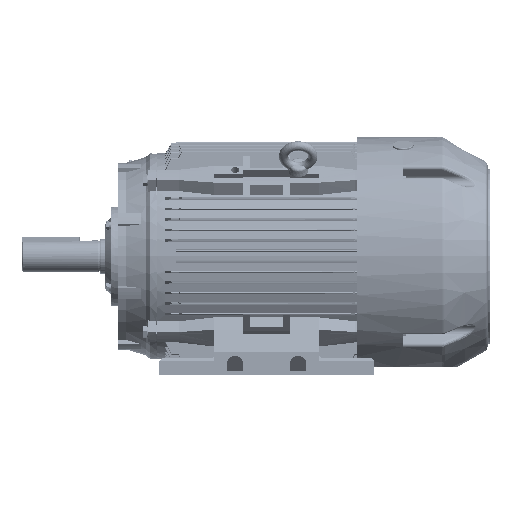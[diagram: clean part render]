
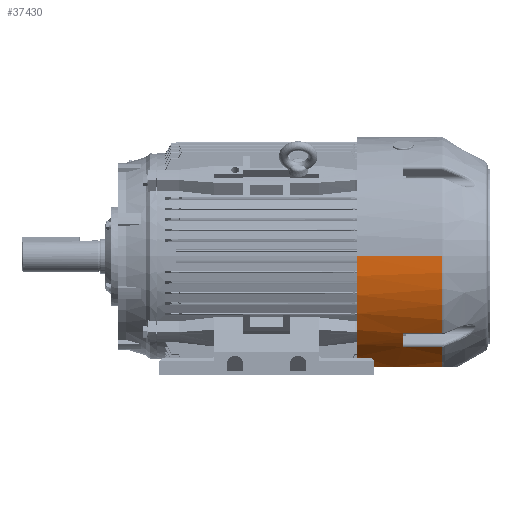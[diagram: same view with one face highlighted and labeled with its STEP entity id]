
A CAD part, front view. The second image highlights one B-rep face of the part: STEP entity #37430.
In plain terms, the highlighted cylindrical face has radius 204 mm (diameter 408 mm), a partial arc.
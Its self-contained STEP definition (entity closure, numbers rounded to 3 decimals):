
#37239 = VERTEX_POINT ( 'NONE', #117643 ) ;
#37377 = VERTEX_POINT ( 'NONE', #117916 ) ;
#37379 = ORIENTED_EDGE ( 'NONE', *, *, #37386, .F. ) ;
#37386 = EDGE_CURVE ( 'NONE', #37388, #37377, #117908, .T. ) ;
#37388 = VERTEX_POINT ( 'NONE', #117960 ) ;
#37430 = ADVANCED_FACE ( 'NONE', ( #117969 ), #117968, .T. ) ;
#37433 = EDGE_LOOP ( 'NONE', ( #37439, #37498, #37501, #37515, #37523, #37379, #37594, #37599, #37602, #37466 ) ) ;
#37439 = ORIENTED_EDGE ( 'NONE', *, *, #37494, .T. ) ;
#37445 = EDGE_CURVE ( 'NONE', #37451, #37239, #118018, .T. ) ;
#37451 = VERTEX_POINT ( 'NONE', #118006 ) ;
#37454 = EDGE_CURVE ( 'NONE', #38293, #37455, #118004, .T. ) ;
#37455 = VERTEX_POINT ( 'NONE', #117999 ) ;
#37466 = ORIENTED_EDGE ( 'NONE', *, *, #37468, .T. ) ;
#37468 = EDGE_CURVE ( 'NONE', #37455, #37495, #118048, .T. ) ;
#37494 = EDGE_CURVE ( 'NONE', #37495, #37451, #118073, .T. ) ;
#37495 = VERTEX_POINT ( 'NONE', #118068 ) ;
#37498 = ORIENTED_EDGE ( 'NONE', *, *, #37445, .T. ) ;
#37501 = ORIENTED_EDGE ( 'NONE', *, *, #37504, .F. ) ;
#37504 = EDGE_CURVE ( 'NONE', #37507, #37239, #118062, .T. ) ;
#37507 = VERTEX_POINT ( 'NONE', #118057 ) ;
#37515 = ORIENTED_EDGE ( 'NONE', *, *, #37516, .T. ) ;
#37516 = EDGE_CURVE ( 'NONE', #37507, #37518, #118102, .T. ) ;
#37518 = VERTEX_POINT ( 'NONE', #118101 ) ;
#37523 = ORIENTED_EDGE ( 'NONE', *, *, #37528, .F. ) ;
#37528 = EDGE_CURVE ( 'NONE', #37377, #37518, #118133, .T. ) ;
#37594 = ORIENTED_EDGE ( 'NONE', *, *, #37597, .T. ) ;
#37597 = EDGE_CURVE ( 'NONE', #37388, #38277, #118215, .T. ) ;
#37599 = ORIENTED_EDGE ( 'NONE', *, *, #38301, .T. ) ;
#37602 = ORIENTED_EDGE ( 'NONE', *, *, #37454, .T. ) ;
#38277 = VERTEX_POINT ( 'NONE', #119098 ) ;
#38293 = VERTEX_POINT ( 'NONE', #119139 ) ;
#38301 = EDGE_CURVE ( 'NONE', #38277, #38293, #119138, .T. ) ;
#117643 = CARTESIAN_POINT ( 'NONE',  ( 0., 0., 204. ) ) ;
#117907 = CARTESIAN_POINT ( 'NONE',  ( 227., -190., 74.27 ) ) ;
#117908 = LINE ( 'NONE', #117907, #117962 ) ;
#117916 = CARTESIAN_POINT ( 'NONE',  ( 65., -190., 74.27 ) ) ;
#117960 = CARTESIAN_POINT ( 'NONE',  ( 144.11, -190., 74.27 ) ) ;
#117961 = DIRECTION ( 'NONE',  ( -1., 0., 0. ) ) ;
#117962 = VECTOR ( 'NONE', #117961, 1000. ) ;
#117963 = DIRECTION ( 'NONE',  ( 0., 0., 1. ) ) ;
#117964 = DIRECTION ( 'NONE',  ( -1., 0., 0. ) ) ;
#117965 = CARTESIAN_POINT ( 'NONE',  ( 0., 0., 0. ) ) ;
#117966 = AXIS2_PLACEMENT_3D ( 'NONE', #117965, #117964, #117963 ) ;
#117968 = CYLINDRICAL_SURFACE ( 'NONE', #117966, 204. ) ;
#117969 = FACE_OUTER_BOUND ( 'NONE', #37433, .T. ) ;
#117999 = CARTESIAN_POINT ( 'NONE',  ( 78., -132.185, 155.381 ) ) ;
#118000 = DIRECTION ( 'NONE',  ( 0., 0., 1. ) ) ;
#118001 = DIRECTION ( 'NONE',  ( -1., 0., 0. ) ) ;
#118002 = CARTESIAN_POINT ( 'NONE',  ( 78., 0., 0. ) ) ;
#118003 = AXIS2_PLACEMENT_3D ( 'NONE', #118002, #118001, #118000 ) ;
#118004 = CIRCLE ( 'NONE', #118003, 204. ) ;
#118006 = CARTESIAN_POINT ( 'NONE',  ( 144.11, 0., 204. ) ) ;
#118011 = DIRECTION ( 'NONE',  ( -1., 0., 0. ) ) ;
#118012 = VECTOR ( 'NONE', #118011, 1000. ) ;
#118013 = CARTESIAN_POINT ( 'NONE',  ( 0., 0., 204. ) ) ;
#118018 = LINE ( 'NONE', #118013, #118012 ) ;
#118045 = DIRECTION ( 'NONE',  ( 1., 0., 0. ) ) ;
#118046 = VECTOR ( 'NONE', #118045, 1000. ) ;
#118047 = CARTESIAN_POINT ( 'NONE',  ( 0., -132.185, 155.381 ) ) ;
#118048 = LINE ( 'NONE', #118047, #118046 ) ;
#118057 = CARTESIAN_POINT ( 'NONE',  ( 0., -187.969, 79.27 ) ) ;
#118058 = DIRECTION ( 'NONE',  ( 0., 0., 1. ) ) ;
#118059 = DIRECTION ( 'NONE',  ( -1., 0., 0. ) ) ;
#118060 = CARTESIAN_POINT ( 'NONE',  ( 0., 0., 0. ) ) ;
#118061 = AXIS2_PLACEMENT_3D ( 'NONE', #118060, #118059, #118058 ) ;
#118062 = CIRCLE ( 'NONE', #118061, 204. ) ;
#118068 = CARTESIAN_POINT ( 'NONE',  ( 144.11, -132.185, 155.381 ) ) ;
#118069 = DIRECTION ( 'NONE',  ( 0., 0., 1. ) ) ;
#118070 = DIRECTION ( 'NONE',  ( -1., 0., 0. ) ) ;
#118071 = CARTESIAN_POINT ( 'NONE',  ( 144.11, 0., 0. ) ) ;
#118072 = AXIS2_PLACEMENT_3D ( 'NONE', #118071, #118070, #118069 ) ;
#118073 = CIRCLE ( 'NONE', #118072, 204. ) ;
#118078 = CARTESIAN_POINT ( 'NONE',  ( 5., -190., 74.27 ) ) ;
#118079 = CARTESIAN_POINT ( 'NONE',  ( 4.656, -190., 74.27 ) ) ;
#118080 = CARTESIAN_POINT ( 'NONE',  ( 4.311, -189.986, 74.306 ) ) ;
#118081 = CARTESIAN_POINT ( 'NONE',  ( 3.646, -189.932, 74.445 ) ) ;
#118082 = CARTESIAN_POINT ( 'NONE',  ( 3.325, -189.892, 74.547 ) ) ;
#118083 = CARTESIAN_POINT ( 'NONE',  ( 2.708, -189.787, 74.813 ) ) ;
#118084 = CARTESIAN_POINT ( 'NONE',  ( 2.411, -189.721, 74.979 ) ) ;
#118085 = CARTESIAN_POINT ( 'NONE',  ( 1.869, -189.571, 75.357 ) ) ;
#118086 = CARTESIAN_POINT ( 'NONE',  ( 1.62, -189.487, 75.571 ) ) ;
#118087 = CARTESIAN_POINT ( 'NONE',  ( 1.279, -189.344, 75.926 ) ) ;
#118088 = CARTESIAN_POINT ( 'NONE',  ( 1.171, -189.294, 76.05 ) ) ;
#118089 = CARTESIAN_POINT ( 'NONE',  ( 0.97, -189.192, 76.306 ) ) ;
#118090 = CARTESIAN_POINT ( 'NONE',  ( 0.877, -189.139, 76.437 ) ) ;
#118091 = CARTESIAN_POINT ( 'NONE',  ( 0.618, -188.975, 76.842 ) ) ;
#118092 = CARTESIAN_POINT ( 'NONE',  ( 0.472, -188.859, 77.125 ) ) ;
#118093 = CARTESIAN_POINT ( 'NONE',  ( 0.236, -188.615, 77.72 ) ) ;
#118094 = CARTESIAN_POINT ( 'NONE',  ( 0.147, -188.489, 78.025 ) ) ;
#118095 = CARTESIAN_POINT ( 'NONE',  ( 0.03, -188.233, 78.641 ) ) ;
#118099 = CARTESIAN_POINT ( 'NONE',  ( 0., -188.102, 78.953 ) ) ;
#118100 = CARTESIAN_POINT ( 'NONE',  ( 0., -187.969, 79.27 ) ) ;
#118101 = CARTESIAN_POINT ( 'NONE',  ( 5., -190., 74.27 ) ) ;
#118102 = B_SPLINE_CURVE_WITH_KNOTS ( 'NONE', 3,
 ( #118100, #118099, #118095, #118094, #118093, #118092, #118091, #118090, #118089, #118088, #118087, #118086, #118085, #118084, #118083, #118082, #118081, #118080, #118079, #118078 ),
 .UNSPECIFIED., .F., .F.,
 ( 4, 2, 2, 2, 2, 2, 2, 2, 2, 4 ),
 ( 0., 0.001, 0.002, 0.003, 0.004, 0.004, 0.005, 0.006, 0.007, 0.008 ),
 .UNSPECIFIED. ) ;
#118130 = DIRECTION ( 'NONE',  ( -1., 0., 0. ) ) ;
#118131 = VECTOR ( 'NONE', #118130, 1000. ) ;
#118132 = CARTESIAN_POINT ( 'NONE',  ( 75., -190., 74.27 ) ) ;
#118133 = LINE ( 'NONE', #118132, #118131 ) ;
#118211 = DIRECTION ( 'NONE',  ( 0., 0., 1. ) ) ;
#118212 = DIRECTION ( 'NONE',  ( -1., 0., 0. ) ) ;
#118213 = CARTESIAN_POINT ( 'NONE',  ( 144.11, 0., 0. ) ) ;
#118214 = AXIS2_PLACEMENT_3D ( 'NONE', #118213, #118212, #118211 ) ;
#118215 = CIRCLE ( 'NONE', #118214, 204. ) ;
#119098 = CARTESIAN_POINT ( 'NONE',  ( 144.11, -155.381, 132.185 ) ) ;
#119135 = DIRECTION ( 'NONE',  ( -1., 0., 0. ) ) ;
#119136 = VECTOR ( 'NONE', #119135, 1000. ) ;
#119137 = CARTESIAN_POINT ( 'NONE',  ( 0., -155.381, 132.185 ) ) ;
#119138 = LINE ( 'NONE', #119137, #119136 ) ;
#119139 = CARTESIAN_POINT ( 'NONE',  ( 78., -155.381, 132.185 ) ) ;
